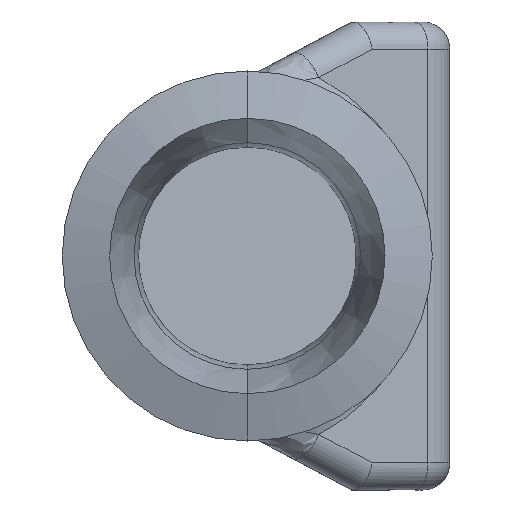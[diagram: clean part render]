
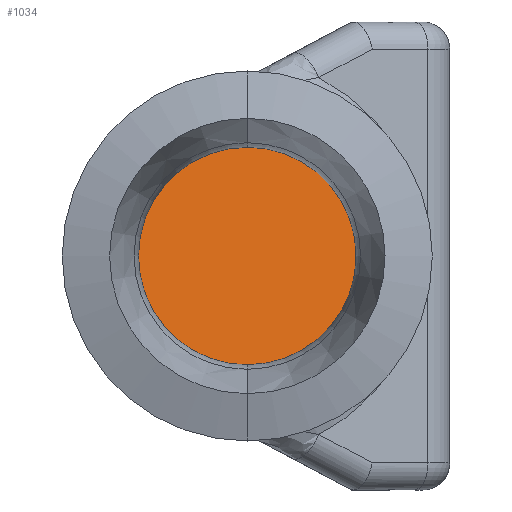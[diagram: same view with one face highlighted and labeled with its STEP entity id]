
A CAD part, left-side view. The second image highlights one B-rep face of the part: STEP entity #1034.
In plain terms, the highlighted planar face has unit normal (-0.866, -0.5, 0).
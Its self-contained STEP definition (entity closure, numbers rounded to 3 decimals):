
#6 = CARTESIAN_POINT ( 'NONE',  ( 106.651, -10., 5. ) ) ;
#81 = EDGE_CURVE ( 'NONE', #761, #1707, #1564, .T. ) ;
#370 = EDGE_CURVE ( 'NONE', #1707, #761, #1013, .T. ) ;
#380 = CARTESIAN_POINT ( 'NONE',  ( 106.651, -10., -5. ) ) ;
#392 = CARTESIAN_POINT ( 'NONE',  ( 100.878, 0., 5. ) ) ;
#429 = CARTESIAN_POINT ( 'NONE',  ( 95.104, 10., -5. ) ) ;
#502 = EDGE_LOOP ( 'NONE', ( #1272, #929 ) ) ;
#527 = PLANE ( 'NONE',  #1361 ) ;
#644 = FACE_OUTER_BOUND ( 'NONE', #502, .T. ) ;
#695 = CARTESIAN_POINT ( 'NONE',  ( 100.878, 0., 5. ) ) ;
#761 = VERTEX_POINT ( 'NONE', #862 ) ;
#862 = CARTESIAN_POINT ( 'NONE',  ( 100.878, 0., -5. ) ) ;
#929 = ORIENTED_EDGE ( 'NONE', *, *, #81, .T. ) ;
#950 = CARTESIAN_POINT ( 'NONE',  ( 95.104, 10., 5. ) ) ;
#1013 =( BOUNDED_CURVE ( )  B_SPLINE_CURVE ( 3, ( #695, #950, #429, #1500 ),
 .UNSPECIFIED., .F., .F. ) 
 B_SPLINE_CURVE_WITH_KNOTS ( ( 4, 4 ),
 ( 4.712, 7.854 ),
 .UNSPECIFIED. ) 
 CURVE ( )  GEOMETRIC_REPRESENTATION_ITEM ( )  RATIONAL_B_SPLINE_CURVE ( ( 1., 0.333, 0.333, 1. ) ) 
 REPRESENTATION_ITEM ( '' )  );
#1034 = ADVANCED_FACE ( 'NONE', ( #644 ), #527, .T. ) ;
#1037 = DIRECTION ( 'NONE',  ( -0.866, -0.5, 0. ) ) ;
#1062 = CARTESIAN_POINT ( 'NONE',  ( 105.959, -8.8, -31.283 ) ) ;
#1177 = DIRECTION ( 'NONE',  ( 0.5, -0.866, 0. ) ) ;
#1181 = CARTESIAN_POINT ( 'NONE',  ( 100.878, 0., -5. ) ) ;
#1272 = ORIENTED_EDGE ( 'NONE', *, *, #370, .T. ) ;
#1361 = AXIS2_PLACEMENT_3D ( 'NONE', #1062, #1037, #1177 ) ;
#1500 = CARTESIAN_POINT ( 'NONE',  ( 100.878, 0., -5. ) ) ;
#1564 =( BOUNDED_CURVE ( )  B_SPLINE_CURVE ( 3, ( #1181, #380, #6, #1599 ),
 .UNSPECIFIED., .F., .T. ) 
 B_SPLINE_CURVE_WITH_KNOTS ( ( 4, 4 ),
 ( 1.571, 4.712 ),
 .UNSPECIFIED. ) 
 CURVE ( )  GEOMETRIC_REPRESENTATION_ITEM ( )  RATIONAL_B_SPLINE_CURVE ( ( 1., 0.333, 0.333, 1. ) ) 
 REPRESENTATION_ITEM ( '' )  );
#1599 = CARTESIAN_POINT ( 'NONE',  ( 100.878, 0., 5. ) ) ;
#1707 = VERTEX_POINT ( 'NONE', #392 ) ;
